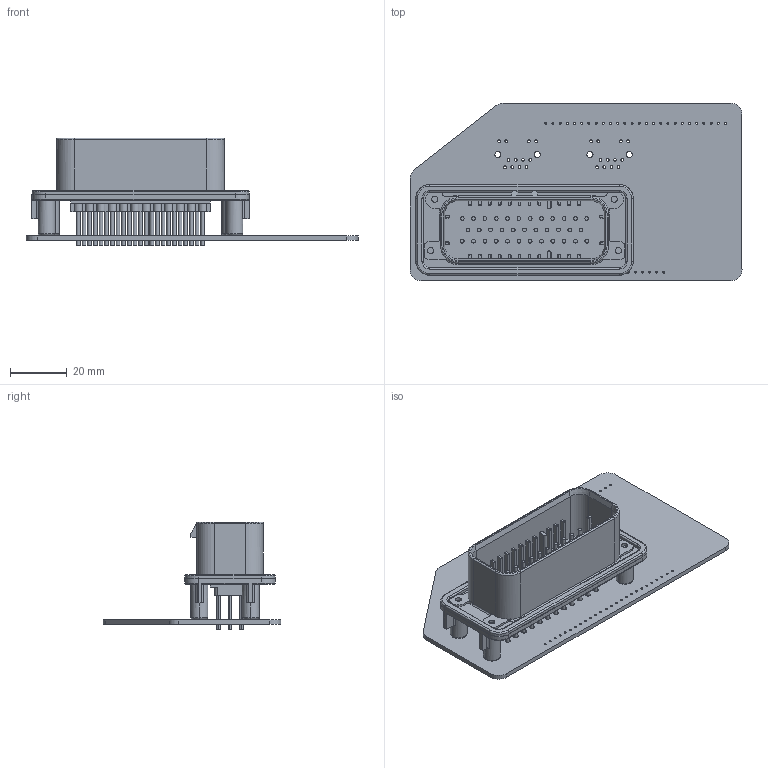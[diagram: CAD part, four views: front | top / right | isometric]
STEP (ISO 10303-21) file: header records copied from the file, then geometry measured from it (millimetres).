
FILE_DESCRIPTION(('KiCad electronic assembly'),'2;1');
FILE_NAME('external_interface.step','2022-03-26T17:05:38',('An Author'), ('A Company'),'Open CASCADE STEP processor 6.9', 'KiCad to STEP converter','Unknown');
FILE_SCHEMA(('AUTOMOTIVE_DESIGN { 1 0 10303 214 1 1 1 1 }'));
Length unit declared in the file: millimetre
Products named in the file (4): Open CASCADE STEP translator 6.9 1; C-1-776231-4; SOLID; COMPOUND
Assembly tree (3 placements, depth 3):
  Open CASCADE STEP translator 6.9 1
    C-1-776231-4
      SOLID
    COMPOUND
Bounding box: 117.35 x 62.84 x 38.05 mm (x, y, z)
Volume: 26180 mm3; surface area: 31949.2 mm2
Topology: 2 solids, 2 shells, 872 faces, 2197 edges, 1410 vertices
Faces by surface type: cylinder 486, plane 268, torus 114, cone 4
Full cylindrical faces by diameter (mm): 0.71 x52, 0.95 x24, 1.75 x35, 2 x4, 2.18 x4, 2.85 x2
Entity records: 58534 total; most frequent: CARTESIAN_POINT 12837, DIRECTION 9041, LINE 4435, VECTOR 4435, ORIENTED_EDGE 4394, PCURVE 4394, DEFINITIONAL_REPRESENTATION 4394, EDGE_CURVE 2197
